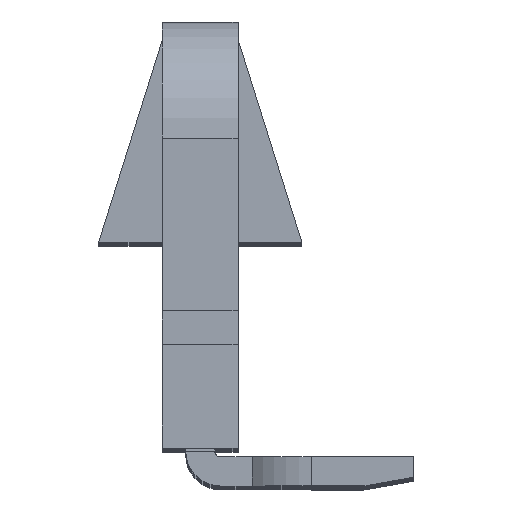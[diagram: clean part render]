
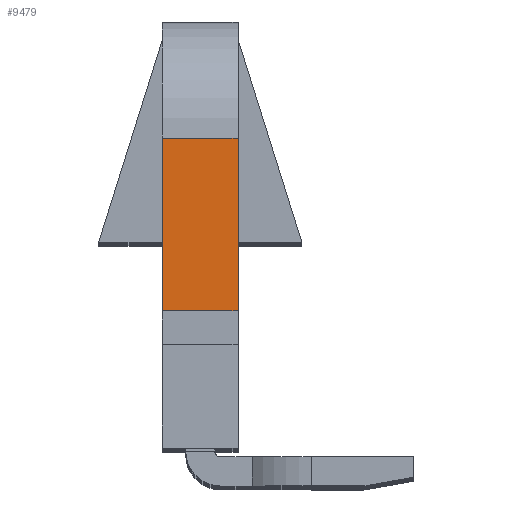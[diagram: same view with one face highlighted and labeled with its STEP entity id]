
A CAD part, top view. The second image highlights one B-rep face of the part: STEP entity #9479.
In plain terms, the highlighted planar face has unit normal (0, 0, 1).
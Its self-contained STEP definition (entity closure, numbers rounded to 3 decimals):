
#964 = CARTESIAN_POINT ( 'NONE',  ( 1552.445, 1084.985, 7.35 ) ) ;
#1050 = CARTESIAN_POINT ( 'NONE',  ( 1555.045, 1090.935, 7.35 ) ) ;
#1079 = CARTESIAN_POINT ( 'NONE',  ( 1552.445, 1090.935, 7.35 ) ) ;
#1080 = CARTESIAN_POINT ( 'NONE',  ( 1555.045, 1084.985, 7.35 ) ) ;
#2757 = VERTEX_POINT ( 'NONE', #964 ) ;
#2855 = VERTEX_POINT ( 'NONE', #1079 ) ;
#2857 = VERTEX_POINT ( 'NONE', #1080 ) ;
#2864 = VERTEX_POINT ( 'NONE', #1050 ) ;
#3217 = AXIS2_PLACEMENT_3D ( 'NONE', #10196, #10177, #10150 ) ;
#4624 = DIRECTION ( 'NONE',  ( 0., 1., 0. ) ) ;
#4629 = LINE ( 'NONE', #4632, #8802 ) ;
#4632 = CARTESIAN_POINT ( 'NONE',  ( 1552.445, 1094.935, 7.35 ) ) ;
#4670 = LINE ( 'NONE', #4681, #8777 ) ;
#4681 = CARTESIAN_POINT ( 'NONE',  ( 1552.445, 1090.935, 7.35 ) ) ;
#4691 = DIRECTION ( 'NONE',  ( -1., 0., 0. ) ) ;
#5524 = LINE ( 'NONE', #5526, #8808 ) ;
#5526 = CARTESIAN_POINT ( 'NONE',  ( 1552.445, 1084.985, 7.35 ) ) ;
#5531 = DIRECTION ( 'NONE',  ( 1., 0., 0. ) ) ;
#5532 = DIRECTION ( 'NONE',  ( 0., 1., 0. ) ) ;
#5536 = LINE ( 'NONE', #5553, #8774 ) ;
#5553 = CARTESIAN_POINT ( 'NONE',  ( 1555.045, 1094.935, 7.35 ) ) ;
#6359 = EDGE_CURVE ( 'NONE', #2757, #2857, #5524, .T. ) ;
#6361 = EDGE_CURVE ( 'NONE', #2857, #2864, #5536, .T. ) ;
#6391 = EDGE_CURVE ( 'NONE', #2757, #2855, #4629, .T. ) ;
#6408 = EDGE_CURVE ( 'NONE', #2864, #2855, #4670, .T. ) ;
#6708 = EDGE_LOOP ( 'NONE', ( #7159, #7185, #7205, #7184 ) ) ;
#7159 = ORIENTED_EDGE ( 'NONE', *, *, #6391, .F. ) ;
#7184 = ORIENTED_EDGE ( 'NONE', *, *, #6408, .T. ) ;
#7185 = ORIENTED_EDGE ( 'NONE', *, *, #6359, .T. ) ;
#7205 = ORIENTED_EDGE ( 'NONE', *, *, #6361, .T. ) ;
#8774 = VECTOR ( 'NONE', #5532, 1000. ) ;
#8777 = VECTOR ( 'NONE', #4691, 1000. ) ;
#8802 = VECTOR ( 'NONE', #4624, 1000. ) ;
#8808 = VECTOR ( 'NONE', #5531, 1000. ) ;
#9479 = ADVANCED_FACE ( 'NONE', ( #10122 ), #10146, .F. ) ;
#10122 = FACE_OUTER_BOUND ( 'NONE', #6708, .T. ) ;
#10146 = PLANE ( 'NONE',  #3217 ) ;
#10150 = DIRECTION ( 'NONE',  ( 0., 1., 0. ) ) ;
#10177 = DIRECTION ( 'NONE',  ( 0., 0., -1. ) ) ;
#10196 = CARTESIAN_POINT ( 'NONE',  ( 1552.445, 1094.935, 7.35 ) ) ;
